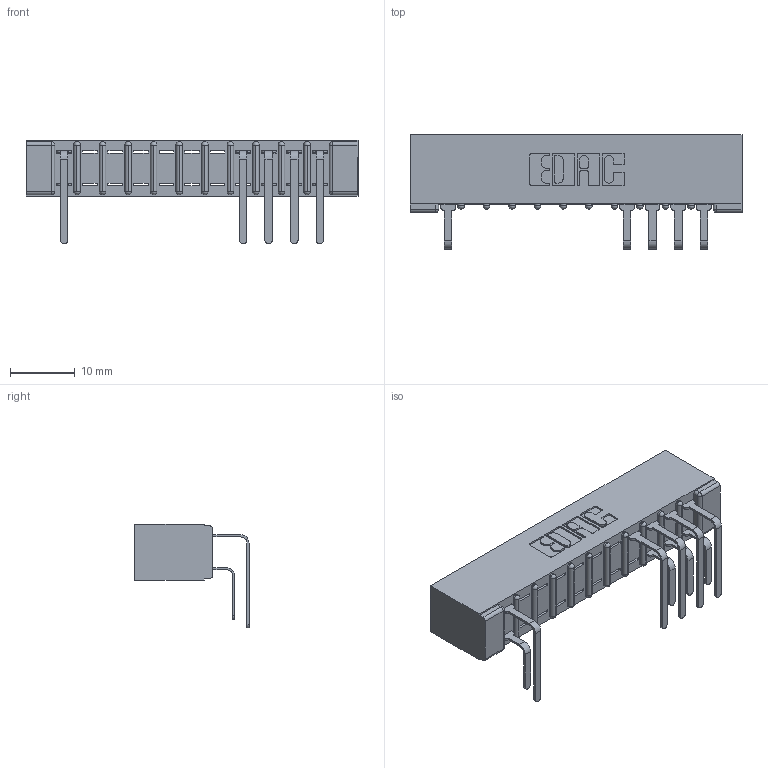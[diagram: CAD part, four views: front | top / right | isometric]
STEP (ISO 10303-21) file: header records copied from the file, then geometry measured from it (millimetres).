
FILE_DESCRIPTION (( 'STEP AP203' ), '1' );
FILE_NAME ('307-022-559-201.STEP', '2018-08-04T04:34:21', ( '' ), ( '' ), 'SwSTEP 2.0', 'SolidWorks 2016', '' );
FILE_SCHEMA (( 'CONFIG_CONTROL_DESIGN' ));
Length unit declared in the file: inch
Products named in the file (4): 307-290-001_558 559 - 1 (Single); 307-290-001_559 - 2 (Single); 307-022-559-201; 307 Part_No Mounting Lugs
Assembly tree (10 placements, depth 2):
  307-022-559-201
    307 Part_No Mounting Lugs
    307-290-001_558 559 - 1 (Single)  x4
    307-290-001_559 - 2 (Single)  x5
Bounding box: 51.46 x 17.69 x 16.08 mm (x, y, z)
Volume: 3473.6 mm3; surface area: 5272.9 mm2
Topology: 10 solids, 10 shells, 702 faces, 1993 edges, 1282 vertices
Faces by surface type: plane 441, cylinder 237, sphere 24
Entity records: 14357 total; most frequent: CARTESIAN_POINT 2412, ORIENTED_EDGE 2398, DIRECTION 2361, EDGE_CURVE 1199, VECTOR 907, LINE 907, VERTEX_POINT 778, AXIS2_PLACEMENT_3D 727
